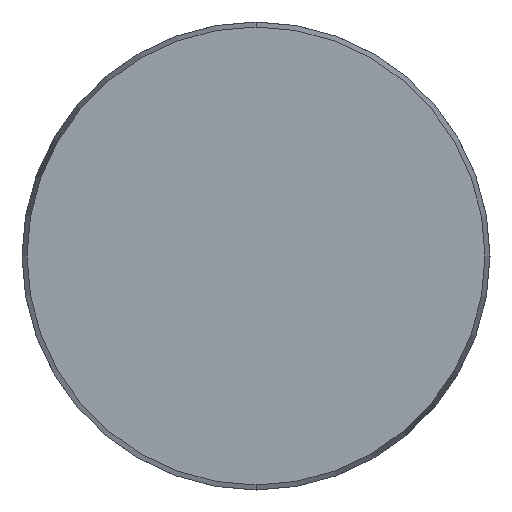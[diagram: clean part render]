
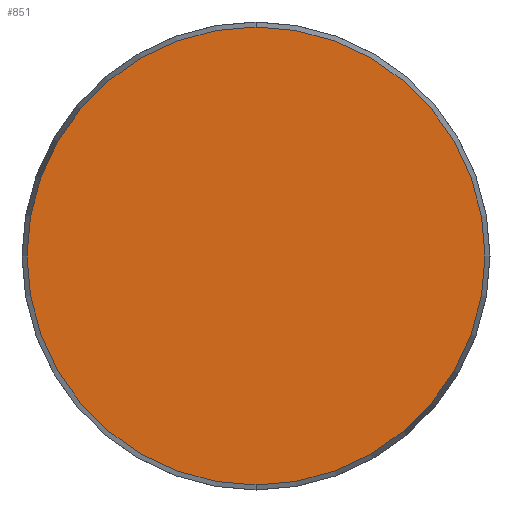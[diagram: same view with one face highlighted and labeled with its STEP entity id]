
A CAD part, front view. The second image highlights one B-rep face of the part: STEP entity #851.
In plain terms, the highlighted planar face has unit normal (0, -1, 0).
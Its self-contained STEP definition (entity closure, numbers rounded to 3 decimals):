
#18 = DIRECTION ( 'NONE',  ( 0., 0., -1. ) ) ;
#96 = EDGE_CURVE ( 'NONE', #245, #400, #965, .T. ) ;
#160 = DIRECTION ( 'NONE',  ( 0., -1., 0. ) ) ;
#172 = DIRECTION ( 'NONE',  ( 0., -1., 0. ) ) ;
#176 = EDGE_CURVE ( 'NONE', #400, #245, #228, .T. ) ;
#207 = DIRECTION ( 'NONE',  ( 0., 0., 1. ) ) ;
#228 = CIRCLE ( 'NONE', #367, 39.143 ) ;
#243 = DIRECTION ( 'NONE',  ( 0., 0., -1. ) ) ;
#245 = VERTEX_POINT ( 'NONE', #989 ) ;
#255 = CARTESIAN_POINT ( 'NONE',  ( 0., 0., 0. ) ) ;
#367 = AXIS2_PLACEMENT_3D ( 'NONE', #255, #160, #243 ) ;
#400 = VERTEX_POINT ( 'NONE', #697 ) ;
#456 = ORIENTED_EDGE ( 'NONE', *, *, #176, .T. ) ;
#471 = AXIS2_PLACEMENT_3D ( 'NONE', #805, #172, #18 ) ;
#618 = DIRECTION ( 'NONE',  ( 0., 1., 0. ) ) ;
#697 = CARTESIAN_POINT ( 'NONE',  ( 0., 0., -39.143 ) ) ;
#708 = AXIS2_PLACEMENT_3D ( 'NONE', #763, #618, #207 ) ;
#763 = CARTESIAN_POINT ( 'NONE',  ( -39.143, 0., 0. ) ) ;
#805 = CARTESIAN_POINT ( 'NONE',  ( 0., 0., 0. ) ) ;
#851 = ADVANCED_FACE ( 'NONE', ( #896 ), #1025, .F. ) ;
#896 = FACE_OUTER_BOUND ( 'NONE', #913, .T. ) ;
#913 = EDGE_LOOP ( 'NONE', ( #1032, #456 ) ) ;
#965 = CIRCLE ( 'NONE', #471, 39.143 ) ;
#989 = CARTESIAN_POINT ( 'NONE',  ( 0., 0., 39.143 ) ) ;
#1025 = PLANE ( 'NONE',  #708 ) ;
#1032 = ORIENTED_EDGE ( 'NONE', *, *, #96, .T. ) ;
